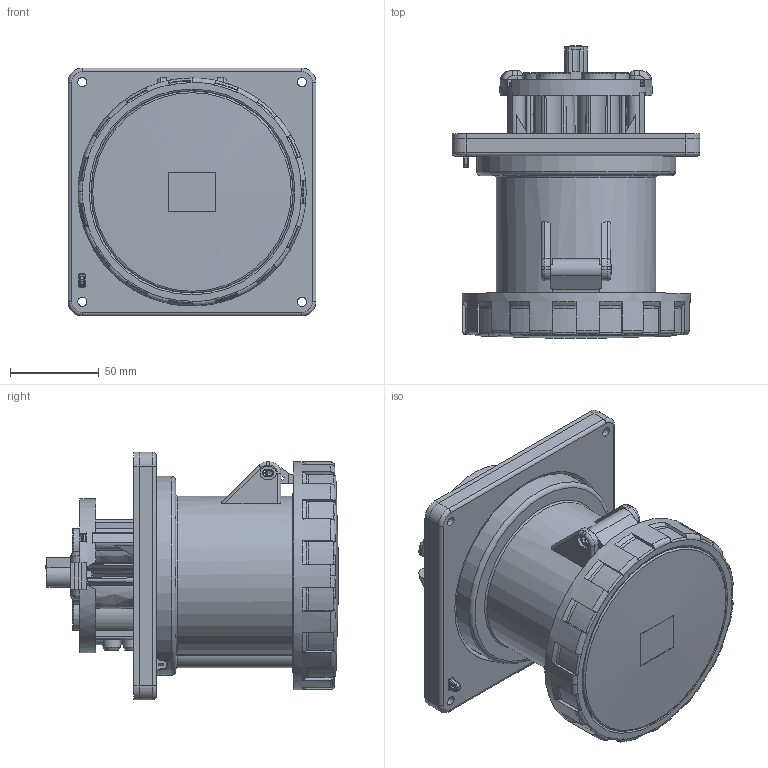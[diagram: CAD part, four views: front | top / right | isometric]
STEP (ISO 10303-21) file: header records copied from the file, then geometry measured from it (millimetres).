
FILE_DESCRIPTION(/* description */ (''),/* implementation_level */ '2;1');
FILE_NAME(/* name */ '4003614.stp',/* time_stamp */ '2019-11-04T08:15:34+01:00',/* author */ (''),/* organization */ (''),/* preprocessor_version */ 'ST-DEVELOPER v16.7',/* originating_system */ 'SIEMENS PLM Software NX 1888',/* authorisation */ '');
FILE_SCHEMA (('AUTOMOTIVE_DESIGN { 1 0 10303 214 3 1 1 1 }'));
Length unit declared in the file: millimetre
Products named in the file (1): BSOMB26489C0fpd3
Bounding box: 139.7 x 164.84 x 139.7 mm (x, y, z)
Volume: 588194.5 mm3; surface area: 414451.1 mm2
Topology: 22 solids, 22 shells, 1996 faces, 5167 edges, 3399 vertices
Faces by surface type: plane 1095, cylinder 454, cone 178, bspline 102, torus 71, extrusion 70, revolution 18, sphere 8
Full cylindrical faces by diameter (mm): 1.4 x3, 2.5 x1, 2.8 x4, 3 x2, 3.2 x3, 3.4 x12, 3.8 x4, 4 x4, 4.3 x3, 4.5 x7, 4.642 x1, 5 x5, 5.1 x4, 6.5 x1, 7.3 x1, 7.4 x4, 7.75 x3, 8.5 x4, 10 x4, 10.2 x1, 10.5 x4, 11.3 x4, 12 x2, 12.2 x1, 14.3 x1, 15 x6, 16.8 x1, 18 x2, 18.5 x5, 71.5 x1
Entity records: 70596 total; most frequent: CARTESIAN_POINT 23282, ORIENTED_EDGE 9642, DIRECTION 9327, EDGE_CURVE 4821, AXIS2_PLACEMENT_3D 3306, VERTEX_POINT 3296, VECTOR 2697, LINE 2627
